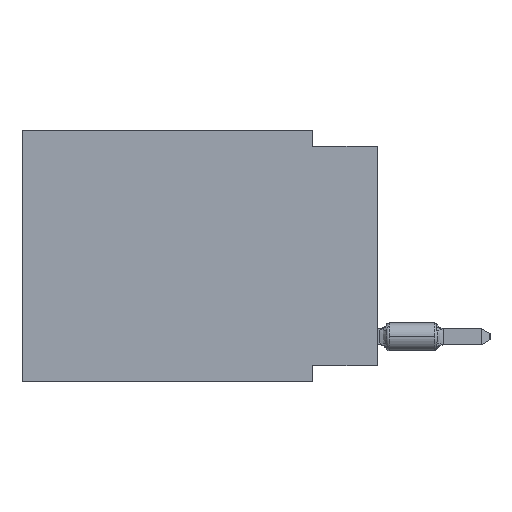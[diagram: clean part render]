
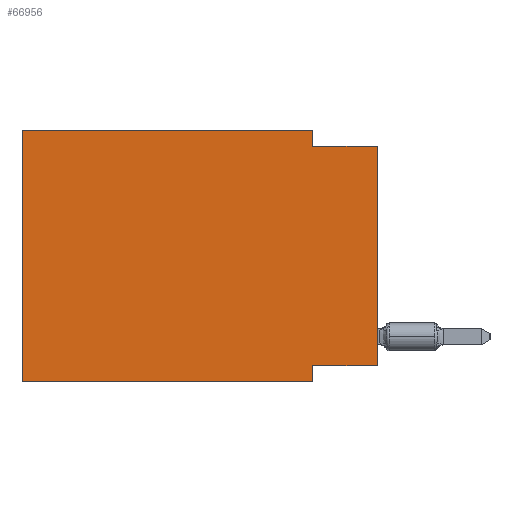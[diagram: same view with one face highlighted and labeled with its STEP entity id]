
A CAD part, left-side view. The second image highlights one B-rep face of the part: STEP entity #66956.
In plain terms, the highlighted planar face has unit normal (-1, 0, 0).
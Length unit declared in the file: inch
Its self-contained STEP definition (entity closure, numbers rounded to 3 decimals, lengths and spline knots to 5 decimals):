
#221 = ORIENTED_EDGE ( 'NONE', *, *, #46602, .F. ) ;
#1083 = CARTESIAN_POINT ( 'NONE',  ( 0., 0., 0. ) ) ;
#1250 = LINE ( 'NONE', #12532, #52007 ) ;
#2774 = VECTOR ( 'NONE', #38065, 39.37008 ) ;
#2890 = CARTESIAN_POINT ( 'NONE',  ( 0., 0.55, -0.39 ) ) ;
#3651 = VECTOR ( 'NONE', #42854, 39.37008 ) ;
#3653 = ORIENTED_EDGE ( 'NONE', *, *, #39891, .F. ) ;
#4127 = EDGE_CURVE ( 'NONE', #54716, #29253, #9098, .T. ) ;
#4581 = EDGE_LOOP ( 'NONE', ( #10147, #32355, #70313, #3653, #221, #28830, #6076, #7827 ) ) ;
#6076 = ORIENTED_EDGE ( 'NONE', *, *, #66535, .F. ) ;
#7827 = ORIENTED_EDGE ( 'NONE', *, *, #56195, .F. ) ;
#8064 = VECTOR ( 'NONE', #66172, 39.37008 ) ;
#9098 = LINE ( 'NONE', #59934, #2774 ) ;
#9317 = CARTESIAN_POINT ( 'NONE',  ( 0., 0.1, -0.39 ) ) ;
#10147 = ORIENTED_EDGE ( 'NONE', *, *, #70410, .T. ) ;
#12532 = CARTESIAN_POINT ( 'NONE',  ( 0., 0., -0.025 ) ) ;
#13290 = CARTESIAN_POINT ( 'NONE',  ( 0., 0.1, -0.025 ) ) ;
#23385 = DIRECTION ( 'NONE',  ( 0., 0., -1. ) ) ;
#25820 = DIRECTION ( 'NONE',  ( 1., 0., 0. ) ) ;
#26180 = PLANE ( 'NONE',  #59820 ) ;
#26181 = VERTEX_POINT ( 'NONE', #29730 ) ;
#28206 = CARTESIAN_POINT ( 'NONE',  ( 0., 0.55, 0. ) ) ;
#28830 = ORIENTED_EDGE ( 'NONE', *, *, #4127, .T. ) ;
#29118 = DIRECTION ( 'NONE',  ( 0., -1., 0. ) ) ;
#29253 = VERTEX_POINT ( 'NONE', #68088 ) ;
#29644 = VERTEX_POINT ( 'NONE', #13290 ) ;
#29730 = CARTESIAN_POINT ( 'NONE',  ( 0., 0.55, 0. ) ) ;
#31026 = CARTESIAN_POINT ( 'NONE',  ( 0., 0., -0.365 ) ) ;
#32198 = CARTESIAN_POINT ( 'NONE',  ( 0., 0.1, 0. ) ) ;
#32355 = ORIENTED_EDGE ( 'NONE', *, *, #50096, .F. ) ;
#38065 = DIRECTION ( 'NONE',  ( 0., -1., 0. ) ) ;
#39891 = EDGE_CURVE ( 'NONE', #26181, #41712, #50043, .T. ) ;
#40325 = LINE ( 'NONE', #52009, #62617 ) ;
#41712 = VERTEX_POINT ( 'NONE', #32198 ) ;
#42854 = DIRECTION ( 'NONE',  ( 0., 0., 1. ) ) ;
#43142 = DIRECTION ( 'NONE',  ( 0., 0., -1. ) ) ;
#43229 = LINE ( 'NONE', #9317, #8064 ) ;
#45202 = CARTESIAN_POINT ( 'NONE',  ( 0., 0., -0.365 ) ) ;
#46167 = EDGE_CURVE ( 'NONE', #41712, #29644, #40325, .T. ) ;
#46602 = EDGE_CURVE ( 'NONE', #54716, #26181, #56805, .T. ) ;
#49473 = VECTOR ( 'NONE', #51179, 39.37008 ) ;
#50043 = LINE ( 'NONE', #57170, #65761 ) ;
#50096 = EDGE_CURVE ( 'NONE', #29644, #71799, #1250, .T. ) ;
#51179 = DIRECTION ( 'NONE',  ( 0., 0., 1. ) ) ;
#52007 = VECTOR ( 'NONE', #29118, 39.37008 ) ;
#52009 = CARTESIAN_POINT ( 'NONE',  ( 0., 0.1, 0. ) ) ;
#52674 = LINE ( 'NONE', #1083, #3651 ) ;
#54447 = CARTESIAN_POINT ( 'NONE',  ( 0., 0.55, 0. ) ) ;
#54716 = VERTEX_POINT ( 'NONE', #2890 ) ;
#56195 = EDGE_CURVE ( 'NONE', #67300, #65494, #68137, .T. ) ;
#56805 = LINE ( 'NONE', #28206, #49473 ) ;
#57106 = CARTESIAN_POINT ( 'NONE',  ( 0., 0., -0.025 ) ) ;
#57170 = CARTESIAN_POINT ( 'NONE',  ( 0., 0.55, 0. ) ) ;
#57514 = CARTESIAN_POINT ( 'NONE',  ( 0., 0.1, -0.365 ) ) ;
#59820 = AXIS2_PLACEMENT_3D ( 'NONE', #54447, #25820, #43142 ) ;
#59934 = CARTESIAN_POINT ( 'NONE',  ( 0., 0.55, -0.39 ) ) ;
#60432 = FACE_OUTER_BOUND ( 'NONE', #4581, .T. ) ;
#62617 = VECTOR ( 'NONE', #23385, 39.37008 ) ;
#65494 = VERTEX_POINT ( 'NONE', #57514 ) ;
#65761 = VECTOR ( 'NONE', #68075, 39.37008 ) ;
#66172 = DIRECTION ( 'NONE',  ( 0., 0., -1. ) ) ;
#66535 = EDGE_CURVE ( 'NONE', #65494, #29253, #43229, .T. ) ;
#66956 = ADVANCED_FACE ( 'NONE', ( #60432 ), #26180, .F. ) ;
#67026 = DIRECTION ( 'NONE',  ( 0., 1., 0. ) ) ;
#67300 = VERTEX_POINT ( 'NONE', #31026 ) ;
#67350 = VECTOR ( 'NONE', #67026, 39.37008 ) ;
#68075 = DIRECTION ( 'NONE',  ( 0., -1., 0. ) ) ;
#68088 = CARTESIAN_POINT ( 'NONE',  ( 0., 0.1, -0.39 ) ) ;
#68137 = LINE ( 'NONE', #45202, #67350 ) ;
#70313 = ORIENTED_EDGE ( 'NONE', *, *, #46167, .F. ) ;
#70410 = EDGE_CURVE ( 'NONE', #67300, #71799, #52674, .T. ) ;
#71799 = VERTEX_POINT ( 'NONE', #57106 ) ;
